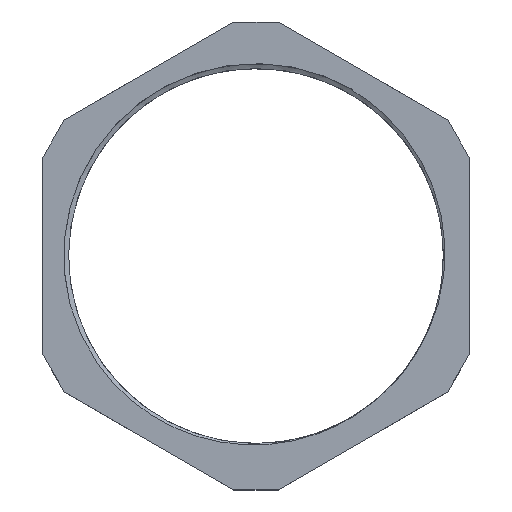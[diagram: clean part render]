
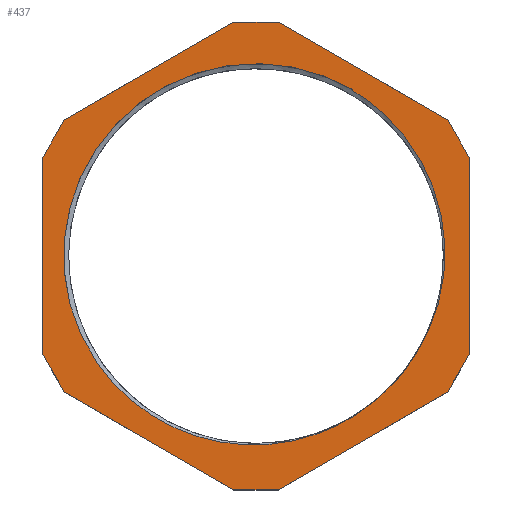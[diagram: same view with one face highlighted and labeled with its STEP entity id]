
A CAD part, top view. The second image highlights one B-rep face of the part: STEP entity #437.
In plain terms, the highlighted planar face has unit normal (0, 0, 1).
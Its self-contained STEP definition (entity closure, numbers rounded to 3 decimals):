
#16=FACE_BOUND('',#119,.T.);
#55=PLANE('',#478);
#57=CIRCLE('',#448,30.739);
#58=CIRCLE('',#451,31.5);
#92=FACE_OUTER_BOUND('',#118,.T.);
#118=EDGE_LOOP('',(#394,#395,#396,#397,#398,#399,#400,#401,#402,#403,#404,
#405));
#119=EDGE_LOOP('',(#406,#407,#408,#409,#410));
#121=LINE('',#1442,#148);
#123=LINE('',#1450,#150);
#126=LINE('',#1464,#153);
#128=LINE('',#1472,#155);
#130=LINE('',#1484,#157);
#132=LINE('',#1492,#159);
#134=LINE('',#1504,#161);
#136=LINE('',#1512,#163);
#138=LINE('',#1525,#165);
#141=LINE('',#1538,#168);
#142=LINE('',#1545,#169);
#145=LINE('',#1558,#172);
#146=LINE('',#1563,#173);
#148=VECTOR('',#490,10.);
#150=VECTOR('',#500,10.);
#153=VECTOR('',#505,10.);
#155=VECTOR('',#509,10.);
#157=VECTOR('',#513,10.);
#159=VECTOR('',#517,10.);
#161=VECTOR('',#521,10.);
#163=VECTOR('',#525,10.);
#165=VECTOR('',#529,10.);
#168=VECTOR('',#534,10.);
#169=VECTOR('',#537,10.);
#172=VECTOR('',#542,10.);
#173=VECTOR('',#545,10.);
#176=B_SPLINE_CURVE_WITH_KNOTS('',3,(#877,#878,#879,#880,#881,#882,#883,
#884,#885,#886,#887,#888,#889,#890,#891,#892),.UNSPECIFIED.,.F.,.F.,(4,
3,3,3,3,4),(-5.025,-4.677,-3.13,-1.569,
-0.288,0.),.UNSPECIFIED.);
#181=B_SPLINE_CURVE_WITH_KNOTS('',3,(#1424,#1425,#1426,#1427,#1428,#1429,
#1430,#1431,#1432,#1433,#1434,#1435,#1436,#1437,#1438,#1439),
 .UNSPECIFIED.,.F.,.F.,(4,3,3,3,3,4),(-5.817,-4.544,
-3.02,-1.505,-0.089,0.),
 .UNSPECIFIED.);
#184=VERTEX_POINT('',#821);
#185=VERTEX_POINT('',#876);
#188=VERTEX_POINT('',#952);
#190=VERTEX_POINT('',#1263);
#191=VERTEX_POINT('',#1441);
#192=VERTEX_POINT('',#1448);
#193=VERTEX_POINT('',#1449);
#197=VERTEX_POINT('',#1463);
#199=VERTEX_POINT('',#1471);
#202=VERTEX_POINT('',#1483);
#204=VERTEX_POINT('',#1491);
#207=VERTEX_POINT('',#1503);
#209=VERTEX_POINT('',#1511);
#212=VERTEX_POINT('',#1523);
#213=VERTEX_POINT('',#1524);
#217=VERTEX_POINT('',#1543);
#218=VERTEX_POINT('',#1544);
#224=EDGE_CURVE('',#184,#185,#176,.T.);
#229=EDGE_CURVE('',#188,#184,#57,.T.);
#232=EDGE_CURVE('',#190,#188,#181,.T.);
#233=EDGE_CURVE('',#185,#191,#121,.T.);
#235=EDGE_CURVE('',#190,#191,#58,.T.);
#237=EDGE_CURVE('',#192,#193,#123,.T.);
#242=EDGE_CURVE('',#193,#197,#126,.T.);
#245=EDGE_CURVE('',#197,#199,#128,.T.);
#249=EDGE_CURVE('',#199,#202,#130,.T.);
#252=EDGE_CURVE('',#202,#204,#132,.T.);
#256=EDGE_CURVE('',#204,#207,#134,.T.);
#259=EDGE_CURVE('',#207,#209,#136,.T.);
#263=EDGE_CURVE('',#212,#213,#138,.T.);
#268=EDGE_CURVE('',#213,#192,#141,.T.);
#270=EDGE_CURVE('',#217,#218,#142,.T.);
#275=EDGE_CURVE('',#209,#217,#145,.T.);
#277=EDGE_CURVE('',#218,#212,#146,.T.);
#394=ORIENTED_EDGE('',*,*,#275,.T.);
#395=ORIENTED_EDGE('',*,*,#270,.T.);
#396=ORIENTED_EDGE('',*,*,#277,.T.);
#397=ORIENTED_EDGE('',*,*,#263,.T.);
#398=ORIENTED_EDGE('',*,*,#268,.T.);
#399=ORIENTED_EDGE('',*,*,#237,.T.);
#400=ORIENTED_EDGE('',*,*,#242,.T.);
#401=ORIENTED_EDGE('',*,*,#245,.T.);
#402=ORIENTED_EDGE('',*,*,#249,.T.);
#403=ORIENTED_EDGE('',*,*,#252,.T.);
#404=ORIENTED_EDGE('',*,*,#256,.T.);
#405=ORIENTED_EDGE('',*,*,#259,.T.);
#406=ORIENTED_EDGE('',*,*,#235,.T.);
#407=ORIENTED_EDGE('',*,*,#233,.F.);
#408=ORIENTED_EDGE('',*,*,#224,.F.);
#409=ORIENTED_EDGE('',*,*,#229,.F.);
#410=ORIENTED_EDGE('',*,*,#232,.F.);
#437=ADVANCED_FACE('',(#92,#16),#55,.T.);
#448=AXIS2_PLACEMENT_3D('',#1009,#486,#487);
#451=AXIS2_PLACEMENT_3D('',#1445,#494,#495);
#478=AXIS2_PLACEMENT_3D('',#1580,#572,#573);
#486=DIRECTION('center_axis',(0.,0.,1.));
#487=DIRECTION('ref_axis',(-1.,0.,0.));
#490=DIRECTION('',(0.5,0.866,0.));
#494=DIRECTION('center_axis',(0.,0.,-1.));
#495=DIRECTION('ref_axis',(-1.,0.,0.));
#500=DIRECTION('',(0.866,0.5,0.));
#505=DIRECTION('',(0.5,0.866,0.));
#509=DIRECTION('',(0.,1.,0.));
#513=DIRECTION('',(-0.5,0.866,0.));
#517=DIRECTION('',(-0.866,0.5,0.));
#521=DIRECTION('',(-1.,0.,0.));
#525=DIRECTION('',(-0.866,-0.5,0.));
#529=DIRECTION('',(0.866,-0.5,0.));
#534=DIRECTION('',(1.,0.,0.));
#537=DIRECTION('',(0.,-1.,0.));
#542=DIRECTION('',(-0.5,-0.866,0.));
#545=DIRECTION('',(0.5,-0.866,0.));
#572=DIRECTION('center_axis',(0.,0.,1.));
#573=DIRECTION('ref_axis',(1.,0.,0.));
#821=CARTESIAN_POINT('',(25.954,-16.471,6.06));
#876=CARTESIAN_POINT('',(15.699,27.191,6.06));
#877=CARTESIAN_POINT('Ctrl Pts',(25.954,-16.47,6.06));
#878=CARTESIAN_POINT('Ctrl Pts',(26.589,-15.501,6.06));
#879=CARTESIAN_POINT('Ctrl Pts',(27.168,-14.497,6.06));
#880=CARTESIAN_POINT('Ctrl Pts',(27.688,-13.464,6.06));
#881=CARTESIAN_POINT('Ctrl Pts',(30.,-8.866,6.06));
#882=CARTESIAN_POINT('Ctrl Pts',(31.132,-3.663,6.06));
#883=CARTESIAN_POINT('Ctrl Pts',(30.957,1.466,6.06));
#884=CARTESIAN_POINT('Ctrl Pts',(30.781,6.637,6.06));
#885=CARTESIAN_POINT('Ctrl Pts',(29.276,11.777,6.06));
#886=CARTESIAN_POINT('Ctrl Pts',(26.64,16.233,6.06));
#887=CARTESIAN_POINT('Ctrl Pts',(24.474,19.894,6.06));
#888=CARTESIAN_POINT('Ctrl Pts',(21.538,23.106,6.06));
#889=CARTESIAN_POINT('Ctrl Pts',(18.095,25.611,6.06));
#890=CARTESIAN_POINT('Ctrl Pts',(17.322,26.173,6.06));
#891=CARTESIAN_POINT('Ctrl Pts',(16.523,26.701,6.06));
#892=CARTESIAN_POINT('Ctrl Pts',(15.699,27.191,6.06));
#952=CARTESIAN_POINT('',(15.924,-26.293,6.06));
#1009=CARTESIAN_POINT('Origin',(0.,0.,6.06));
#1263=CARTESIAN_POINT('',(-30.51,-7.834,6.06));
#1424=CARTESIAN_POINT('Ctrl Pts',(-30.511,-7.833,6.06));
#1425=CARTESIAN_POINT('Ctrl Pts',(-29.399,-11.929,6.06));
#1426=CARTESIAN_POINT('Ctrl Pts',(-27.465,-15.783,6.06));
#1427=CARTESIAN_POINT('Ctrl Pts',(-24.84,-19.105,6.06));
#1428=CARTESIAN_POINT('Ctrl Pts',(-21.697,-23.083,6.06));
#1429=CARTESIAN_POINT('Ctrl Pts',(-17.567,-26.281,6.06));
#1430=CARTESIAN_POINT('Ctrl Pts',(-12.941,-28.322,6.06));
#1431=CARTESIAN_POINT('Ctrl Pts',(-8.342,-30.351,6.06));
#1432=CARTESIAN_POINT('Ctrl Pts',(-3.226,-31.246,6.06));
#1433=CARTESIAN_POINT('Ctrl Pts',(1.793,-30.888,6.06));
#1434=CARTESIAN_POINT('Ctrl Pts',(6.483,-30.553,6.06));
#1435=CARTESIAN_POINT('Ctrl Pts',(11.091,-29.129,6.06));
#1436=CARTESIAN_POINT('Ctrl Pts',(15.162,-26.753,6.06));
#1437=CARTESIAN_POINT('Ctrl Pts',(15.418,-26.604,6.06));
#1438=CARTESIAN_POINT('Ctrl Pts',(15.672,-26.45,6.06));
#1439=CARTESIAN_POINT('Ctrl Pts',(15.924,-26.293,6.06));
#1441=CARTESIAN_POINT('',(15.75,27.28,6.06));
#1442=CARTESIAN_POINT('',(7.809,13.526,6.06));
#1445=CARTESIAN_POINT('Origin',(0.,0.,6.06));
#1448=CARTESIAN_POINT('',(3.61,-38.33,6.06));
#1449=CARTESIAN_POINT('',(31.39,-22.291,6.06));
#1450=CARTESIAN_POINT('',(32.754,-21.504,6.06));
#1463=CARTESIAN_POINT('',(35.,-16.039,6.06));
#1464=CARTESIAN_POINT('',(34.098,-17.602,6.06));
#1471=CARTESIAN_POINT('',(35.,16.039,6.06));
#1472=CARTESIAN_POINT('',(35.,-1.575,6.06));
#1483=CARTESIAN_POINT('',(31.39,22.291,6.06));
#1484=CARTESIAN_POINT('',(40.602,6.336,6.06));
#1491=CARTESIAN_POINT('',(3.61,38.33,6.06));
#1492=CARTESIAN_POINT('',(27.173,24.726,6.06));
#1503=CARTESIAN_POINT('',(-3.61,38.33,6.06));
#1504=CARTESIAN_POINT('',(14.814,38.33,6.06));
#1511=CARTESIAN_POINT('',(-31.39,22.291,6.06));
#1512=CARTESIAN_POINT('',(-16.136,31.098,6.06));
#1523=CARTESIAN_POINT('',(-31.39,-22.291,6.06));
#1524=CARTESIAN_POINT('',(-3.61,-38.33,6.06));
#1525=CARTESIAN_POINT('',(6.064,-43.915,6.06));
#1538=CARTESIAN_POINT('',(18.423,-38.33,6.06));
#1543=CARTESIAN_POINT('',(-35.,16.039,6.06));
#1544=CARTESIAN_POINT('',(-35.,-16.039,6.06));
#1545=CARTESIAN_POINT('',(-35.,-17.614,6.06));
#1558=CARTESIAN_POINT('',(-34.098,17.602,6.06));
#1563=CARTESIAN_POINT('',(-23.983,-35.12,6.06));
#1580=CARTESIAN_POINT('Origin',(33.237,-19.189,6.06));
